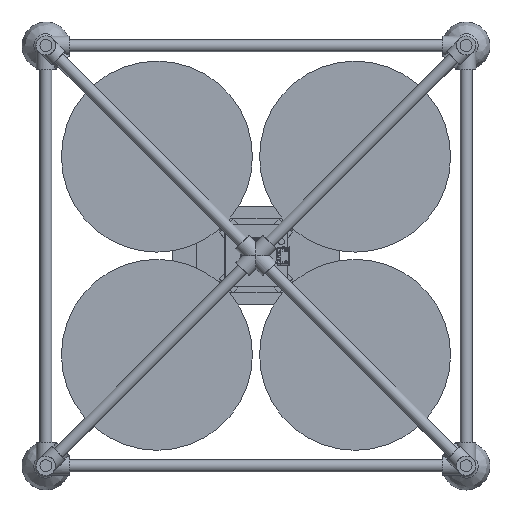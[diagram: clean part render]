
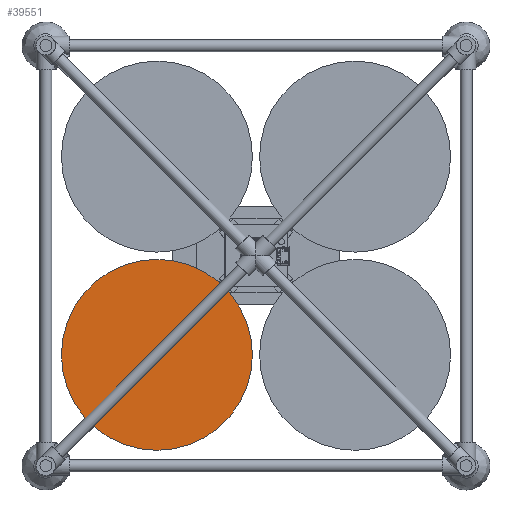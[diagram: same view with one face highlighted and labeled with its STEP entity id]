
A CAD part, top view. The second image highlights one B-rep face of the part: STEP entity #39551.
In plain terms, the highlighted planar face has unit normal (0, 0, 1).
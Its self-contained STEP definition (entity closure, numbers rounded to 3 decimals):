
#3355=CIRCLE('',#43233,40.);
#4346=FACE_OUTER_BOUND('',#7087,.T.);
#7087=EDGE_LOOP('',(#29581));
#18961=VERTEX_POINT('',#63541);
#22449=EDGE_CURVE('',#18961,#18961,#3355,.F.);
#29581=ORIENTED_EDGE('',*,*,#22449,.T.);
#37060=PLANE('',#43234);
#39551=ADVANCED_FACE('',(#4346),#37060,.T.);
#43233=AXIS2_PLACEMENT_3D('',#63542,#49394,#49395);
#43234=AXIS2_PLACEMENT_3D('',#63544,#49397,#49398);
#49394=DIRECTION('center_axis',(0.,0.,-1.));
#49395=DIRECTION('ref_axis',(-1.,0.,0.));
#49397=DIRECTION('center_axis',(0.,0.,1.));
#49398=DIRECTION('ref_axis',(-1.,0.,0.));
#63541=CARTESIAN_POINT('',(-5.,-45.,15.729));
#63542=CARTESIAN_POINT('Origin',(-45.,-45.,15.729));
#63544=CARTESIAN_POINT('Origin',(-45.,-45.,15.729));
